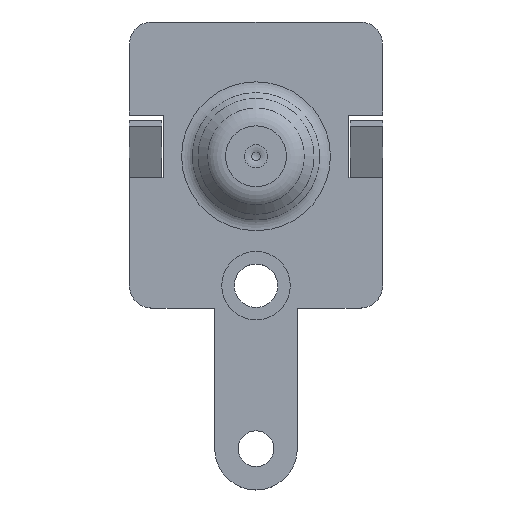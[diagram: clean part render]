
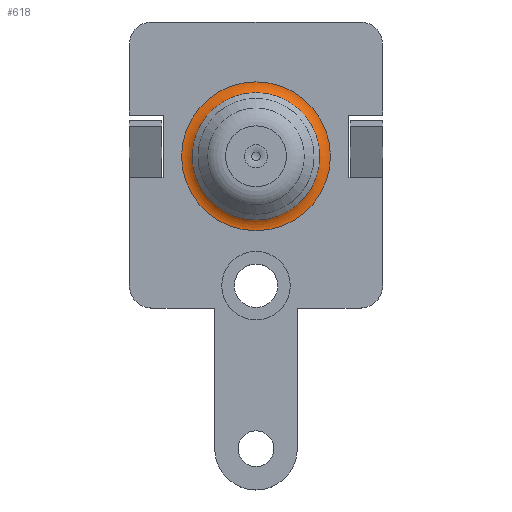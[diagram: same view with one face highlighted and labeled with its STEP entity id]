
A CAD part, top view. The second image highlights one B-rep face of the part: STEP entity #618.
In plain terms, the highlighted toroidal (fillet/blend) face has major radius 2.703 mm and minor radius 0.635 mm.
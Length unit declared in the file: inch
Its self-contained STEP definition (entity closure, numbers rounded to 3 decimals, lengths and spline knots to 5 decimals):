
#67 = TOROIDAL_SURFACE ( 'NONE', #1156, 0.10641, 0.025 ) ;
#186 = EDGE_CURVE ( 'NONE', #716, #716, #1414, .T. ) ;
#193 = DIRECTION ( 'NONE',  ( 0., 0., 1. ) ) ;
#242 = ORIENTED_EDGE ( 'NONE', *, *, #583, .F. ) ;
#424 = FACE_OUTER_BOUND ( 'NONE', #1297, .T. ) ;
#550 = CIRCLE ( 'NONE', #857, 0.09095 ) ;
#583 = EDGE_CURVE ( 'NONE', #875, #875, #550, .T. ) ;
#595 = DIRECTION ( 'NONE',  ( 0., 0., -1. ) ) ;
#618 = ADVANCED_FACE ( 'NONE', ( #696, #424 ), #67, .F. ) ;
#651 = CARTESIAN_POINT ( 'NONE',  ( 0.09095, 0.477, 0.02536 ) ) ;
#689 = DIRECTION ( 'NONE',  ( -1., 0., 0. ) ) ;
#696 = FACE_OUTER_BOUND ( 'NONE', #994, .T. ) ;
#716 = VERTEX_POINT ( 'NONE', #883 ) ;
#857 = AXIS2_PLACEMENT_3D ( 'NONE', #907, #193, #1019 ) ;
#875 = VERTEX_POINT ( 'NONE', #651 ) ;
#883 = CARTESIAN_POINT ( 'NONE',  ( 0.10641, 0.477, 0.02 ) ) ;
#907 = CARTESIAN_POINT ( 'NONE',  ( 0., 0.477, 0.02536 ) ) ;
#962 = ORIENTED_EDGE ( 'NONE', *, *, #186, .F. ) ;
#994 = EDGE_LOOP ( 'NONE', ( #962 ) ) ;
#1019 = DIRECTION ( 'NONE',  ( 1., 0., 0. ) ) ;
#1143 = DIRECTION ( 'NONE',  ( 0., 0., -1. ) ) ;
#1156 = AXIS2_PLACEMENT_3D ( 'NONE', #1369, #1143, #689 ) ;
#1219 = AXIS2_PLACEMENT_3D ( 'NONE', #1289, #595, #1394 ) ;
#1289 = CARTESIAN_POINT ( 'NONE',  ( 0., 0.477, 0.02 ) ) ;
#1297 = EDGE_LOOP ( 'NONE', ( #242 ) ) ;
#1369 = CARTESIAN_POINT ( 'NONE',  ( 0., 0.477, 0.045 ) ) ;
#1394 = DIRECTION ( 'NONE',  ( 1., 0., 0. ) ) ;
#1414 = CIRCLE ( 'NONE', #1219, 0.10641 ) ;
